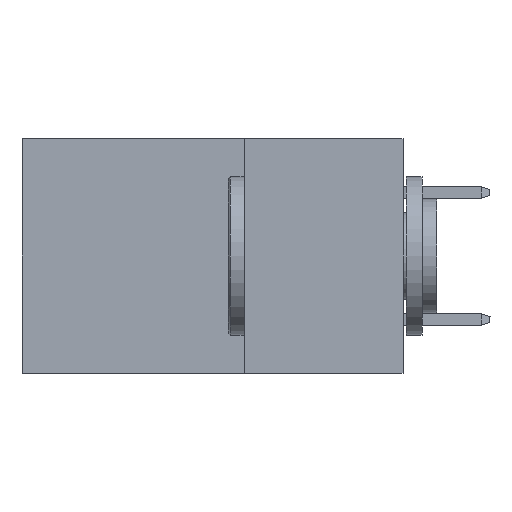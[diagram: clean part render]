
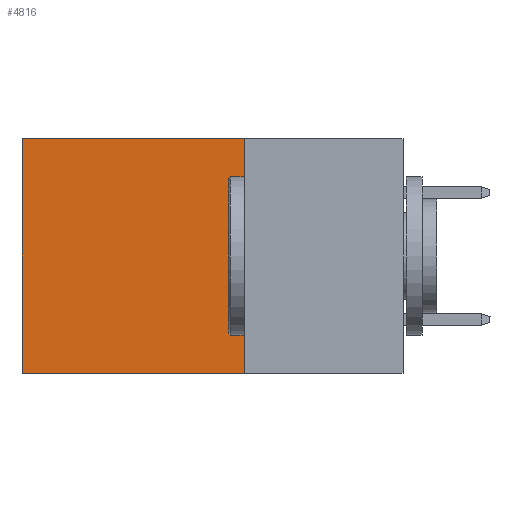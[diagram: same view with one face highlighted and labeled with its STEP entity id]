
A CAD part, left-side view. The second image highlights one B-rep face of the part: STEP entity #4816.
In plain terms, the highlighted planar face has unit normal (-1, 0, 0).
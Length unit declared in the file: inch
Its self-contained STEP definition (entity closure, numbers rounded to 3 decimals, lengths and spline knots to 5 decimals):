
#310 = EDGE_LOOP ( 'NONE', ( #8753, #1928, #4010, #11754 ) ) ;
#1891 = EDGE_CURVE ( 'NONE', #8438, #1980, #6776, .T. ) ;
#1928 = ORIENTED_EDGE ( 'NONE', *, *, #13552, .F. ) ;
#1980 = VERTEX_POINT ( 'NONE', #14294 ) ;
#2790 = CARTESIAN_POINT ( 'NONE',  ( 0.2875, 0.25, 0. ) ) ;
#4010 = ORIENTED_EDGE ( 'NONE', *, *, #1891, .F. ) ;
#4706 = LINE ( 'NONE', #8716, #9627 ) ;
#4816 = ADVANCED_FACE ( 'NONE', ( #8437 ), #10870, .F. ) ;
#5918 = DIRECTION ( 'NONE',  ( 0., 0., -1. ) ) ;
#6080 = DIRECTION ( 'NONE',  ( 1., 0., 0. ) ) ;
#6531 = VECTOR ( 'NONE', #5918, 39.37008 ) ;
#6776 = LINE ( 'NONE', #8012, #10538 ) ;
#6923 = DIRECTION ( 'NONE',  ( 0., 1., 0. ) ) ;
#7252 = LINE ( 'NONE', #13937, #6531 ) ;
#8012 = CARTESIAN_POINT ( 'NONE',  ( 0.2875, 0.25, 0. ) ) ;
#8050 = EDGE_CURVE ( 'NONE', #14518, #9379, #7252, .T. ) ;
#8437 = FACE_OUTER_BOUND ( 'NONE', #310, .T. ) ;
#8438 = VERTEX_POINT ( 'NONE', #12000 ) ;
#8716 = CARTESIAN_POINT ( 'NONE',  ( 0.2875, 0.25, -0.37 ) ) ;
#8753 = ORIENTED_EDGE ( 'NONE', *, *, #8050, .T. ) ;
#9379 = VERTEX_POINT ( 'NONE', #14713 ) ;
#9627 = VECTOR ( 'NONE', #11298, 39.37008 ) ;
#9791 = CARTESIAN_POINT ( 'NONE',  ( 0.2875, 0.6, 0. ) ) ;
#10538 = VECTOR ( 'NONE', #12650, 39.37008 ) ;
#10870 = PLANE ( 'NONE',  #11459 ) ;
#11115 = VECTOR ( 'NONE', #6923, 39.37008 ) ;
#11298 = DIRECTION ( 'NONE',  ( 0., 1., 0. ) ) ;
#11459 = AXIS2_PLACEMENT_3D ( 'NONE', #2790, #6080, #12269 ) ;
#11754 = ORIENTED_EDGE ( 'NONE', *, *, #13357, .T. ) ;
#12000 = CARTESIAN_POINT ( 'NONE',  ( 0.2875, 0.25, 0. ) ) ;
#12269 = DIRECTION ( 'NONE',  ( 0., 0., -1. ) ) ;
#12650 = DIRECTION ( 'NONE',  ( 0., 0., -1. ) ) ;
#13357 = EDGE_CURVE ( 'NONE', #8438, #14518, #14129, .T. ) ;
#13552 = EDGE_CURVE ( 'NONE', #1980, #9379, #4706, .T. ) ;
#13937 = CARTESIAN_POINT ( 'NONE',  ( 0.2875, 0.6, 0. ) ) ;
#14050 = CARTESIAN_POINT ( 'NONE',  ( 0.2875, 0.25, 0. ) ) ;
#14129 = LINE ( 'NONE', #14050, #11115 ) ;
#14294 = CARTESIAN_POINT ( 'NONE',  ( 0.2875, 0.25, -0.37 ) ) ;
#14518 = VERTEX_POINT ( 'NONE', #9791 ) ;
#14713 = CARTESIAN_POINT ( 'NONE',  ( 0.2875, 0.6, -0.37 ) ) ;
